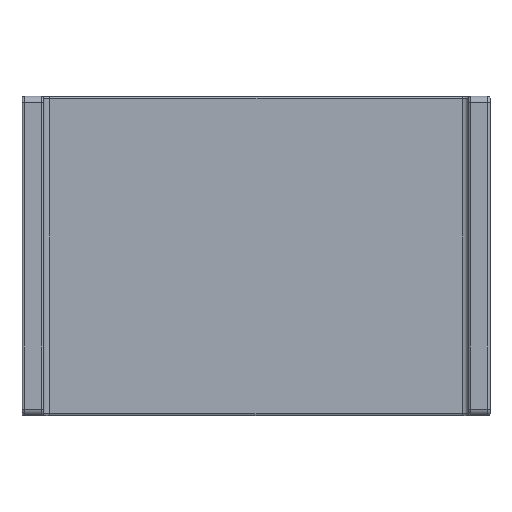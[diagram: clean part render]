
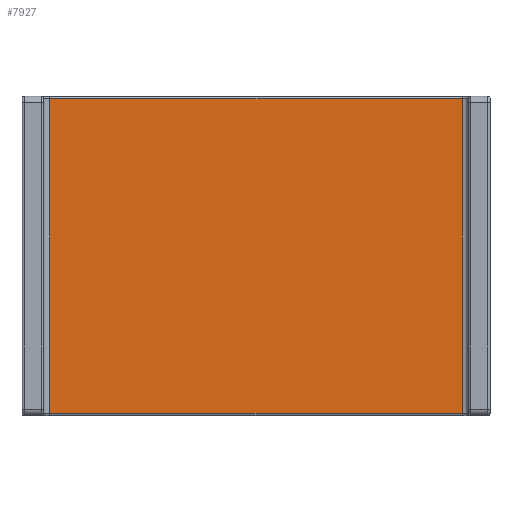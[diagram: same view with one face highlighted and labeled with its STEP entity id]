
A CAD part, top view. The second image highlights one B-rep face of the part: STEP entity #7927.
In plain terms, the highlighted planar face has unit normal (0, 0, 1).
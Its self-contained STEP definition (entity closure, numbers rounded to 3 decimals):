
#2631=DIRECTION('',(1.,0.,0.));
#2632=VECTOR('',#2631,194.);
#2633=CARTESIAN_POINT('',(-97.,149.,-40.));
#2634=LINE('',#2633,#2632);
#2635=DIRECTION('',(0.,1.,0.));
#2636=VECTOR('',#2635,148.);
#2637=CARTESIAN_POINT('',(97.,1.,-40.));
#2638=LINE('',#2637,#2636);
#2639=DIRECTION('',(-1.,0.,0.));
#2640=VECTOR('',#2639,194.);
#2641=CARTESIAN_POINT('',(97.,1.,-40.));
#2642=LINE('',#2641,#2640);
#2643=DIRECTION('',(0.,1.,0.));
#2644=VECTOR('',#2643,148.);
#2645=CARTESIAN_POINT('',(-97.,1.,-40.));
#2646=LINE('',#2645,#2644);
#3174=CARTESIAN_POINT('',(-97.,149.,-40.));
#3176=VERTEX_POINT('',#3174);
#3179=CARTESIAN_POINT('',(97.,149.,-40.));
#3180=VERTEX_POINT('',#3179);
#3207=CARTESIAN_POINT('',(97.,1.,-40.));
#3208=VERTEX_POINT('',#3207);
#3211=CARTESIAN_POINT('',(-97.,1.,-40.));
#3212=VERTEX_POINT('',#3211);
#7914=CARTESIAN_POINT('',(-100.,0.,-40.));
#7915=DIRECTION('',(0.,0.,1.));
#7916=DIRECTION('',(1.,0.,0.));
#7917=AXIS2_PLACEMENT_3D('',#7914,#7915,#7916);
#7918=PLANE('',#7917);
#7920=ORIENTED_EDGE('',*,*,#7919,.T.);
#7921=ORIENTED_EDGE('',*,*,#7909,.F.);
#7922=ORIENTED_EDGE('',*,*,#3448,.T.);
#7924=ORIENTED_EDGE('',*,*,#7923,.T.);
#7925=EDGE_LOOP('',(#7920,#7921,#7922,#7924));
#7926=FACE_OUTER_BOUND('',#7925,.F.);
#7927=ADVANCED_FACE('',(#7926),#7918,.T.);
#3448=EDGE_CURVE('',#3208,#3212,#2642,.T.);
#7909=EDGE_CURVE('',#3208,#3180,#2638,.T.);
#7919=EDGE_CURVE('',#3176,#3180,#2634,.T.);
#7923=EDGE_CURVE('',#3212,#3176,#2646,.T.);
